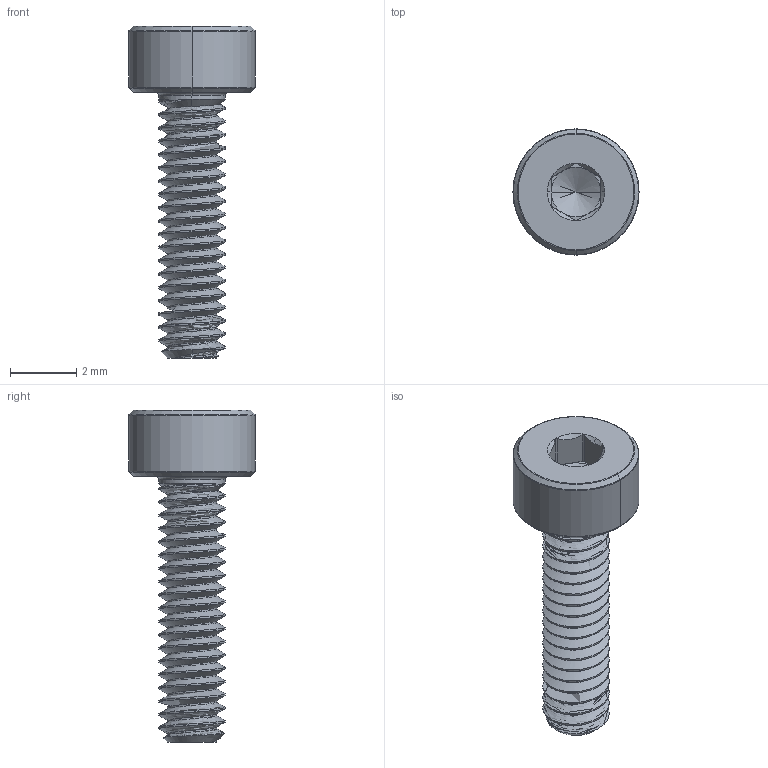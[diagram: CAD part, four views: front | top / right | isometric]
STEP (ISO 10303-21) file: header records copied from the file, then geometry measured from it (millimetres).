
FILE_DESCRIPTION (( 'STEP AP203' ), '1' );
FILE_NAME ('92290A015_Super-Corrosion-Resistant 316 Stainless Steel Socket Head Screw.STEP', '2022-11-29T16:28:23', ( 'Administrator' ), ( 'Managed by Terraform' ), 'SwSTEP 2.0', 'SolidWorks 2017', '' );
FILE_SCHEMA (( 'CONFIG_CONTROL_DESIGN' ));
Length unit declared in the file: millimetre
Products named in the file (1): 92290A015_Super-Corrosion-Resistant 316 Stainless Steel Socket Head Screw
Bounding box: 3.8 x 3.8 x 10 mm (x, y, z)
Volume: 39.7 mm3; surface area: 123.4 mm2
Topology: 1 solids, 1 shells, 89 faces, 231 edges, 144 vertices
Faces by surface type: cylinder 47, plane 15, cone 14, torus 10, bspline 3
Entity records: 5071 total; most frequent: CARTESIAN_POINT 3086, ORIENTED_EDGE 458, DIRECTION 351, EDGE_CURVE 229, VERTEX_POINT 144, AXIS2_PLACEMENT_3D 137, EDGE_LOOP 91, ADVANCED_FACE 89
